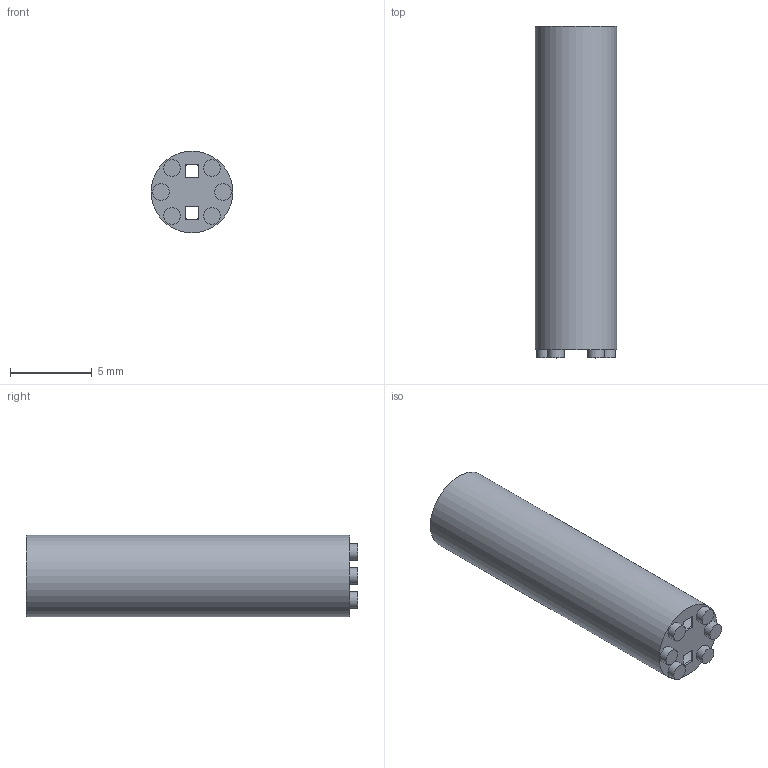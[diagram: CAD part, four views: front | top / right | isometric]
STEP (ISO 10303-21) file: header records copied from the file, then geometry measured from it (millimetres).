
FILE_DESCRIPTION (( 'STEP AP214' ), '1' );
FILE_NAME ('7379.STEP', '2022-01-21T17:32:37', ( '' ), ( '' ), 'SwSTEP 2.0', 'SolidWorks 2013', '' );
FILE_SCHEMA (( 'AUTOMOTIVE_DESIGN' ));
Length unit declared in the file: inch
Products named in the file (1): 7379
Bounding box: 5 x 20.32 x 5 mm (x, y, z)
Volume: 283.3 mm3; surface area: 602.8 mm2
Topology: 1 solids, 1 shells, 42 faces, 97 edges, 62 vertices
Faces by surface type: plane 32, cylinder 10
Full cylindrical faces by diameter (mm): 1.016 x6, 5.004 x1
Entity records: 1198 total; most frequent: CARTESIAN_POINT 207, DIRECTION 200, ORIENTED_EDGE 180, EDGE_CURVE 90, AXIS2_PLACEMENT_3D 71, VERTEX_POINT 62, LINE 58, VECTOR 58
